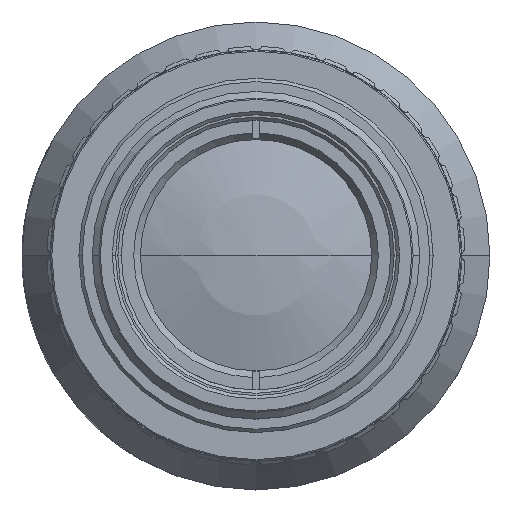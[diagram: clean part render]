
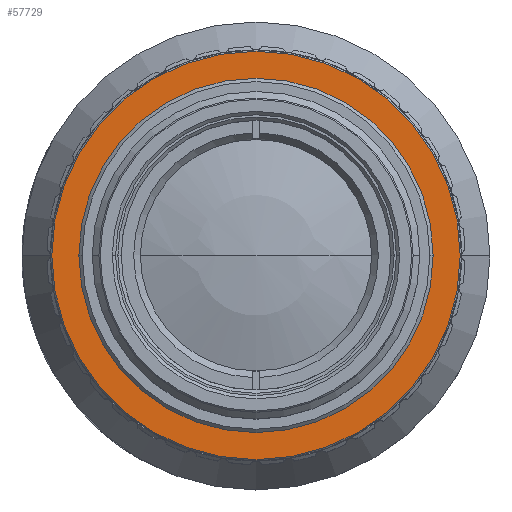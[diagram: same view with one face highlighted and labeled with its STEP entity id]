
A CAD part, top view. The second image highlights one B-rep face of the part: STEP entity #57729.
In plain terms, the highlighted planar face has unit normal (0, 0, 1).
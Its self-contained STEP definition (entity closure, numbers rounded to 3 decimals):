
#10657=CARTESIAN_POINT('',(0.,0.,50.));
#10658=DIRECTION('',(0.,0.,-1.));
#10659=DIRECTION('',(0.,1.,0.));
#10660=AXIS2_PLACEMENT_3D('',#10657,#10658,#10659);
#10662=CARTESIAN_POINT('',(0.,0.,50.));
#10663=DIRECTION('',(0.,0.,-1.));
#10664=DIRECTION('',(0.,-1.,0.));
#10665=AXIS2_PLACEMENT_3D('',#10662,#10663,#10664);
#10685=CARTESIAN_POINT('',(0.,0.,50.));
#10686=DIRECTION('',(0.,0.,-1.));
#10687=DIRECTION('',(1.,0.,0.));
#10688=AXIS2_PLACEMENT_3D('',#10685,#10686,#10687);
#10698=CARTESIAN_POINT('',(0.,0.,50.));
#10699=DIRECTION('',(0.,0.,-1.));
#10700=DIRECTION('',(-1.,0.,0.));
#10701=AXIS2_PLACEMENT_3D('',#10698,#10699,#10700);
#38285=CARTESIAN_POINT('',(0.,30.55,50.));
#38286=CARTESIAN_POINT('',(0.,-30.55,50.));
#38287=VERTEX_POINT('',#38285);
#38288=VERTEX_POINT('',#38286);
#46495=CARTESIAN_POINT('',(26.5,0.,50.));
#46496=CARTESIAN_POINT('',(-26.5,0.,50.));
#46497=VERTEX_POINT('',#46495);
#46498=VERTEX_POINT('',#46496);
#57713=CARTESIAN_POINT('',(0.,0.,50.));
#57714=DIRECTION('',(0.,0.,1.));
#57715=DIRECTION('',(1.,0.,0.));
#57716=AXIS2_PLACEMENT_3D('',#57713,#57714,#57715);
#57717=PLANE('',#57716);
#57718=ORIENTED_EDGE('',*,*,#57702,.T.);
#57720=ORIENTED_EDGE('',*,*,#57719,.T.);
#57721=EDGE_LOOP('',(#57718,#57720));
#57722=FACE_OUTER_BOUND('',#57721,.F.);
#57724=ORIENTED_EDGE('',*,*,#57723,.F.);
#57726=ORIENTED_EDGE('',*,*,#57725,.F.);
#57727=EDGE_LOOP('',(#57724,#57726));
#57728=FACE_BOUND('',#57727,.F.);
#10661=CIRCLE('',#10660,30.55);
#10666=CIRCLE('',#10665,30.55);
#10689=CIRCLE('',#10688,26.5);
#10702=CIRCLE('',#10701,26.5);
#57702=EDGE_CURVE('',#38287,#38288,#10661,.T.);
#57719=EDGE_CURVE('',#38288,#38287,#10666,.T.);
#57723=EDGE_CURVE('',#46497,#46498,#10689,.T.);
#57725=EDGE_CURVE('',#46498,#46497,#10702,.T.);
#57729=ADVANCED_FACE('',(#57722,#57728),#57717,.T.);
